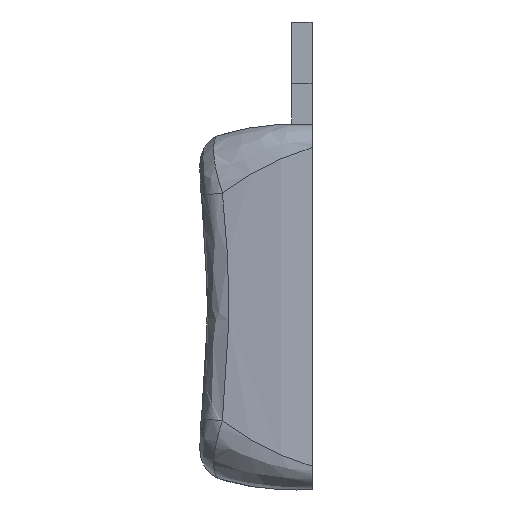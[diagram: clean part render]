
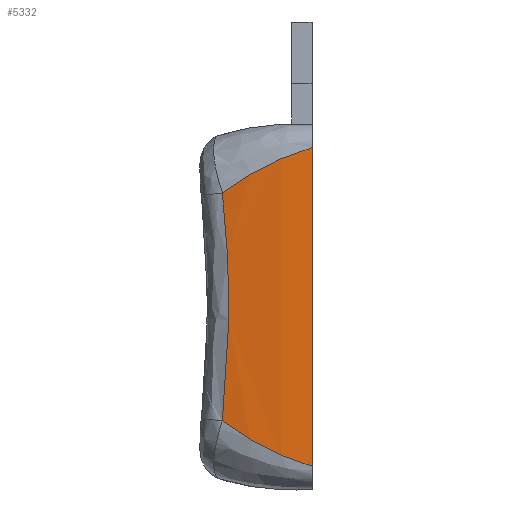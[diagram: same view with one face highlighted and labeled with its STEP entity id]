
A CAD part, left-side view. The second image highlights one B-rep face of the part: STEP entity #5332.
In plain terms, the highlighted cylindrical face has radius 20.743 mm (diameter 41.487 mm), a partial arc.
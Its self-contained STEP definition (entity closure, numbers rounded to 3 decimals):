
#182=ELLIPSE('',#5725,44.311,40.779);
#409=CYLINDRICAL_SURFACE('',#5724,20.743);
#582=FACE_OUTER_BOUND('',#935,.T.);
#935=EDGE_LOOP('',(#3916,#3917,#3918,#3919));
#1244=LINE('',#7445,#1552);
#1552=VECTOR('',#6100,10.);
#1923=B_SPLINE_CURVE_WITH_KNOTS('',3,(#9657,#9658,#9659,#9660,#9661,#9662,
#9663,#9664,#9665,#9666,#9667,#9668,#9669,#9670,#9671,#9672,#9673,#9674,
#9675,#9676,#9677,#9678,#9679,#9680,#9681),.UNSPECIFIED.,.F.,.F.,(4,3,3,
3,3,3,3,3,4),(0.033,0.11,0.187,0.261,
0.334,0.407,0.418,0.491,
0.524),.UNSPECIFIED.);
#1928=B_SPLINE_CURVE_WITH_KNOTS('',3,(#9970,#9971,#9972,#9973,#9974,#9975,
#9976,#9977,#9978,#9979,#9980,#9981,#9982,#9983,#9984,#9985,#9986,#9987,
#9988,#9989,#9990,#9991,#9992,#9993,#9994),.UNSPECIFIED.,.F.,.F.,(4,3,3,
3,3,3,3,3,4),(-0.107,-0.033,0.,0.073,
0.146,0.221,0.296,0.373,
0.385),.UNSPECIFIED.);
#2178=VERTEX_POINT('',#7433);
#2179=VERTEX_POINT('',#7444);
#2323=VERTEX_POINT('',#9651);
#2327=VERTEX_POINT('',#9969);
#2694=EDGE_CURVE('',#2178,#2179,#1244,.T.);
#2900=EDGE_CURVE('',#2323,#2178,#1923,.T.);
#2910=EDGE_CURVE('',#2179,#2327,#1928,.T.);
#2913=EDGE_CURVE('',#2327,#2323,#182,.T.);
#3916=ORIENTED_EDGE('',*,*,#2694,.F.);
#3917=ORIENTED_EDGE('',*,*,#2900,.F.);
#3918=ORIENTED_EDGE('',*,*,#2913,.F.);
#3919=ORIENTED_EDGE('',*,*,#2910,.F.);
#5332=ADVANCED_FACE('',(#582),#409,.T.);
#5724=AXIS2_PLACEMENT_3D('',#10009,#6380,#6381);
#5725=AXIS2_PLACEMENT_3D('',#10010,#6382,#6383);
#6100=DIRECTION('',(0.,0.,-1.));
#6380=DIRECTION('center_axis',(0.,0.,1.));
#6381=DIRECTION('ref_axis',(-0.92,0.391,0.));
#6382=DIRECTION('center_axis',(-0.987,0.163,0.));
#6383=DIRECTION('ref_axis',(0.,0.,1.));
#7433=CARTESIAN_POINT('',(-102.826,2.5,-119.821));
#7444=CARTESIAN_POINT('',(-102.826,2.5,-135.402));
#7445=CARTESIAN_POINT('',(-102.826,2.5,-127.625));
#9651=CARTESIAN_POINT('',(-102.572,6.882,-122.041));
#9657=CARTESIAN_POINT('Ctrl Pts',(-102.572,6.882,-122.041));
#9658=CARTESIAN_POINT('Ctrl Pts',(-102.607,6.674,-121.886));
#9659=CARTESIAN_POINT('Ctrl Pts',(-102.638,6.463,-121.736));
#9660=CARTESIAN_POINT('Ctrl Pts',(-102.667,6.247,-121.592));
#9661=CARTESIAN_POINT('Ctrl Pts',(-102.696,6.031,-121.448));
#9662=CARTESIAN_POINT('Ctrl Pts',(-102.722,5.81,-121.309));
#9663=CARTESIAN_POINT('Ctrl Pts',(-102.745,5.587,-121.177));
#9664=CARTESIAN_POINT('Ctrl Pts',(-102.767,5.371,-121.049));
#9665=CARTESIAN_POINT('Ctrl Pts',(-102.785,5.153,-120.928));
#9666=CARTESIAN_POINT('Ctrl Pts',(-102.801,4.932,-120.812));
#9667=CARTESIAN_POINT('Ctrl Pts',(-102.816,4.713,-120.697));
#9668=CARTESIAN_POINT('Ctrl Pts',(-102.828,4.491,-120.588));
#9669=CARTESIAN_POINT('Ctrl Pts',(-102.836,4.267,-120.486));
#9670=CARTESIAN_POINT('Ctrl Pts',(-102.844,4.046,-120.384));
#9671=CARTESIAN_POINT('Ctrl Pts',(-102.849,3.822,-120.288));
#9672=CARTESIAN_POINT('Ctrl Pts',(-102.85,3.597,-120.199));
#9673=CARTESIAN_POINT('Ctrl Pts',(-102.85,3.565,-120.187));
#9674=CARTESIAN_POINT('Ctrl Pts',(-102.85,3.532,-120.174));
#9675=CARTESIAN_POINT('Ctrl Pts',(-102.85,3.5,-120.161));
#9676=CARTESIAN_POINT('Ctrl Pts',(-102.85,3.274,-120.074));
#9677=CARTESIAN_POINT('Ctrl Pts',(-102.846,3.046,-119.993));
#9678=CARTESIAN_POINT('Ctrl Pts',(-102.839,2.816,-119.919));
#9679=CARTESIAN_POINT('Ctrl Pts',(-102.835,2.711,-119.885));
#9680=CARTESIAN_POINT('Ctrl Pts',(-102.831,2.606,-119.852));
#9681=CARTESIAN_POINT('Ctrl Pts',(-102.826,2.5,-119.821));
#9969=CARTESIAN_POINT('',(-102.572,6.882,-133.182));
#9970=CARTESIAN_POINT('Ctrl Pts',(-102.826,2.5,-135.402));
#9971=CARTESIAN_POINT('Ctrl Pts',(-102.837,2.731,-135.334));
#9972=CARTESIAN_POINT('Ctrl Pts',(-102.844,2.961,-135.259));
#9973=CARTESIAN_POINT('Ctrl Pts',(-102.848,3.188,-135.177));
#9974=CARTESIAN_POINT('Ctrl Pts',(-102.849,3.293,-135.14));
#9975=CARTESIAN_POINT('Ctrl Pts',(-102.85,3.396,-135.101));
#9976=CARTESIAN_POINT('Ctrl Pts',(-102.85,3.5,-135.061));
#9977=CARTESIAN_POINT('Ctrl Pts',(-102.85,3.726,-134.974));
#9978=CARTESIAN_POINT('Ctrl Pts',(-102.846,3.95,-134.88));
#9979=CARTESIAN_POINT('Ctrl Pts',(-102.839,4.173,-134.78));
#9980=CARTESIAN_POINT('Ctrl Pts',(-102.832,4.397,-134.68));
#9981=CARTESIAN_POINT('Ctrl Pts',(-102.821,4.619,-134.572));
#9982=CARTESIAN_POINT('Ctrl Pts',(-102.807,4.839,-134.459));
#9983=CARTESIAN_POINT('Ctrl Pts',(-102.792,5.062,-134.345));
#9984=CARTESIAN_POINT('Ctrl Pts',(-102.774,5.282,-134.224));
#9985=CARTESIAN_POINT('Ctrl Pts',(-102.753,5.499,-134.097));
#9986=CARTESIAN_POINT('Ctrl Pts',(-102.732,5.719,-133.969));
#9987=CARTESIAN_POINT('Ctrl Pts',(-102.708,5.936,-133.835));
#9988=CARTESIAN_POINT('Ctrl Pts',(-102.68,6.149,-133.696));
#9989=CARTESIAN_POINT('Ctrl Pts',(-102.652,6.366,-133.553));
#9990=CARTESIAN_POINT('Ctrl Pts',(-102.621,6.579,-133.405));
#9991=CARTESIAN_POINT('Ctrl Pts',(-102.588,6.788,-133.252));
#9992=CARTESIAN_POINT('Ctrl Pts',(-102.583,6.819,-133.229));
#9993=CARTESIAN_POINT('Ctrl Pts',(-102.578,6.851,-133.206));
#9994=CARTESIAN_POINT('Ctrl Pts',(-102.572,6.882,-133.182));
#10009=CARTESIAN_POINT('Origin',(-82.107,3.5,-127.611));
#10010=CARTESIAN_POINT('Origin',(-95.977,46.796,-127.611));
